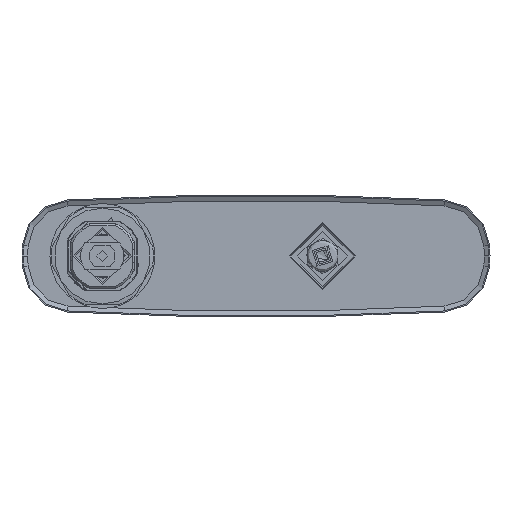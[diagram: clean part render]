
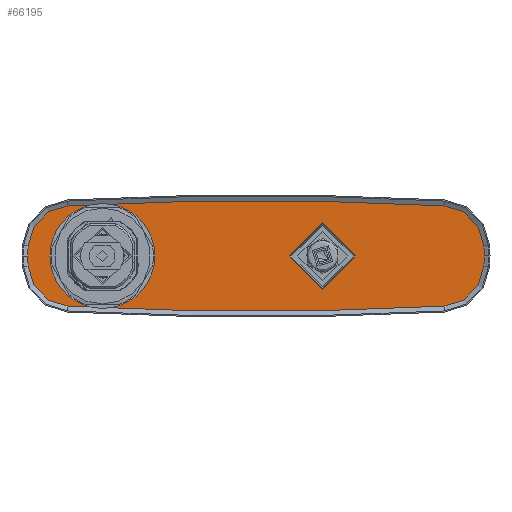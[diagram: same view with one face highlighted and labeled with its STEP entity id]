
A CAD part, front view. The second image highlights one B-rep face of the part: STEP entity #66195.
In plain terms, the highlighted face is planar.
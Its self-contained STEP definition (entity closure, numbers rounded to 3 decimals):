
#9099=FACE_BOUND('',#17411,.T.);
#9100=FACE_BOUND('',#17412,.T.);
#13092=FACE_OUTER_BOUND('',#17410,.T.);
#17410=EDGE_LOOP('',(#60047,#60048,#60049,#60050,#60051,#60052,#60053,#60054,
#60055,#60056));
#17411=EDGE_LOOP('',(#60057));
#17412=EDGE_LOOP('',(#60058));
#24373=CIRCLE('',#71188,72.596);
#24374=CIRCLE('',#71189,72.596);
#24375=CIRCLE('',#71190,15.368);
#24376=CIRCLE('',#71191,1239.868);
#24377=CIRCLE('',#71192,15.368);
#24378=CIRCLE('',#71193,72.596);
#24379=CIRCLE('',#71194,72.596);
#24380=CIRCLE('',#71195,15.368);
#24381=CIRCLE('',#71196,1239.868);
#24382=CIRCLE('',#71197,15.368);
#24383=CIRCLE('',#71198,12.);
#24384=CIRCLE('',#71199,15.437);
#30333=VERTEX_POINT('',#235087);
#30334=VERTEX_POINT('',#235088);
#30335=VERTEX_POINT('',#235090);
#30336=VERTEX_POINT('',#235092);
#30337=VERTEX_POINT('',#235094);
#30338=VERTEX_POINT('',#235096);
#30339=VERTEX_POINT('',#235098);
#30340=VERTEX_POINT('',#235100);
#30341=VERTEX_POINT('',#235102);
#30342=VERTEX_POINT('',#235104);
#30343=VERTEX_POINT('',#235107);
#30344=VERTEX_POINT('',#235109);
#40284=EDGE_CURVE('',#30333,#30334,#24373,.T.);
#40285=EDGE_CURVE('',#30334,#30335,#24374,.T.);
#40286=EDGE_CURVE('',#30335,#30336,#24375,.T.);
#40287=EDGE_CURVE('',#30337,#30336,#24376,.T.);
#40288=EDGE_CURVE('',#30337,#30338,#24377,.T.);
#40289=EDGE_CURVE('',#30338,#30339,#24378,.T.);
#40290=EDGE_CURVE('',#30339,#30340,#24379,.T.);
#40291=EDGE_CURVE('',#30340,#30341,#24380,.T.);
#40292=EDGE_CURVE('',#30341,#30342,#24381,.T.);
#40293=EDGE_CURVE('',#30342,#30333,#24382,.T.);
#40294=EDGE_CURVE('',#30343,#30343,#24383,.T.);
#40295=EDGE_CURVE('',#30344,#30344,#24384,.T.);
#60047=ORIENTED_EDGE('',*,*,#40284,.T.);
#60048=ORIENTED_EDGE('',*,*,#40285,.T.);
#60049=ORIENTED_EDGE('',*,*,#40286,.T.);
#60050=ORIENTED_EDGE('',*,*,#40287,.F.);
#60051=ORIENTED_EDGE('',*,*,#40288,.T.);
#60052=ORIENTED_EDGE('',*,*,#40289,.T.);
#60053=ORIENTED_EDGE('',*,*,#40290,.T.);
#60054=ORIENTED_EDGE('',*,*,#40291,.T.);
#60055=ORIENTED_EDGE('',*,*,#40292,.T.);
#60056=ORIENTED_EDGE('',*,*,#40293,.T.);
#60057=ORIENTED_EDGE('',*,*,#40294,.T.);
#60058=ORIENTED_EDGE('',*,*,#40295,.T.);
#62154=PLANE('',#71187);
#66195=ADVANCED_FACE('',(#13092,#9099,#9100),#62154,.F.);
#71187=AXIS2_PLACEMENT_3D('',#235086,#82521,#82522);
#71188=AXIS2_PLACEMENT_3D('',#235089,#82523,#82524);
#71189=AXIS2_PLACEMENT_3D('',#235091,#82525,#82526);
#71190=AXIS2_PLACEMENT_3D('',#235093,#82527,#82528);
#71191=AXIS2_PLACEMENT_3D('',#235095,#82529,#82530);
#71192=AXIS2_PLACEMENT_3D('',#235097,#82531,#82532);
#71193=AXIS2_PLACEMENT_3D('',#235099,#82533,#82534);
#71194=AXIS2_PLACEMENT_3D('',#235101,#82535,#82536);
#71195=AXIS2_PLACEMENT_3D('',#235103,#82537,#82538);
#71196=AXIS2_PLACEMENT_3D('',#235105,#82539,#82540);
#71197=AXIS2_PLACEMENT_3D('',#235106,#82541,#82542);
#71198=AXIS2_PLACEMENT_3D('',#235108,#82543,#82544);
#71199=AXIS2_PLACEMENT_3D('',#235110,#82545,#82546);
#82521=DIRECTION('center_axis',(0.937,0.,
0.35));
#82522=DIRECTION('ref_axis',(0.35,0.,-0.937));
#82523=DIRECTION('center_axis',(-0.937,0.,
-0.35));
#82524=DIRECTION('ref_axis',(0.018,-0.999,-0.049));
#82525=DIRECTION('center_axis',(-0.937,0.,
-0.35));
#82526=DIRECTION('ref_axis',(0.,-1.,0.));
#82527=DIRECTION('center_axis',(-0.937,0.,
-0.35));
#82528=DIRECTION('ref_axis',(-0.018,-0.999,0.048));
#82529=DIRECTION('center_axis',(0.937,0.,
0.35));
#82530=DIRECTION('ref_axis',(-0.35,0.055,0.935));
#82531=DIRECTION('center_axis',(-0.937,0.,
-0.35));
#82532=DIRECTION('ref_axis',(-0.35,0.055,0.935));
#82533=DIRECTION('center_axis',(-0.937,0.,
-0.35));
#82534=DIRECTION('ref_axis',(-0.018,0.999,0.049));
#82535=DIRECTION('center_axis',(-0.937,0.,
-0.35));
#82536=DIRECTION('ref_axis',(0.,1.,0.));
#82537=DIRECTION('center_axis',(-0.937,0.,
-0.35));
#82538=DIRECTION('ref_axis',(0.018,0.999,-0.048));
#82539=DIRECTION('center_axis',(-0.937,0.,
-0.35));
#82540=DIRECTION('ref_axis',(0.35,0.055,-0.935));
#82541=DIRECTION('center_axis',(-0.937,0.,
-0.35));
#82542=DIRECTION('ref_axis',(0.35,-0.055,-0.935));
#82543=DIRECTION('center_axis',(0.937,0.,
0.35));
#82544=DIRECTION('ref_axis',(0.35,0.,-0.937));
#82545=DIRECTION('center_axis',(0.937,0.,
0.35));
#82546=DIRECTION('ref_axis',(0.,1.,0.));
#235086=CARTESIAN_POINT('Origin',(44.083,-24.414,109.129));
#235087=CARTESIAN_POINT('',(44.88,-68.337,106.992));
#235088=CARTESIAN_POINT('',(43.59,-68.435,110.441));
#235089=CARTESIAN_POINT('Origin',(43.565,4.161,110.519));
#235090=CARTESIAN_POINT('',(42.302,-68.34,113.889));
#235091=CARTESIAN_POINT('Origin',(43.604,4.161,110.415));
#235092=CARTESIAN_POINT('',(37.205,-53.844,127.526));
#235093=CARTESIAN_POINT('Origin',(42.578,-52.992,113.154));
#235094=CARTESIAN_POINT('',(37.194,82.75,127.577));
#235095=CARTESIAN_POINT('Origin',(470.671,14.916,-1032.065));
#235096=CARTESIAN_POINT('',(42.288,97.256,113.95));
#235097=CARTESIAN_POINT('Origin',(42.566,81.909,113.203));
#235098=CARTESIAN_POINT('',(43.577,97.354,110.501));
#235099=CARTESIAN_POINT('Origin',(43.603,24.758,110.423));
#235100=CARTESIAN_POINT('',(44.866,97.259,107.053));
#235101=CARTESIAN_POINT('Origin',(43.564,24.758,110.527));
#235102=CARTESIAN_POINT('',(49.963,82.763,93.416));
#235103=CARTESIAN_POINT('Origin',(44.59,81.911,107.789));
#235104=CARTESIAN_POINT('',(49.974,-53.831,93.365));
#235105=CARTESIAN_POINT('Origin',(-383.503,14.003,1253.007));
#235106=CARTESIAN_POINT('Origin',(44.602,-52.99,107.739));
#235107=CARTESIAN_POINT('',(47.784,38.638,99.24));
#235108=CARTESIAN_POINT('Origin',(43.582,38.633,110.48));
#235109=CARTESIAN_POINT('',(43.59,-56.804,110.445));
#235110=CARTESIAN_POINT('Origin',(43.589,-41.367,110.45));
